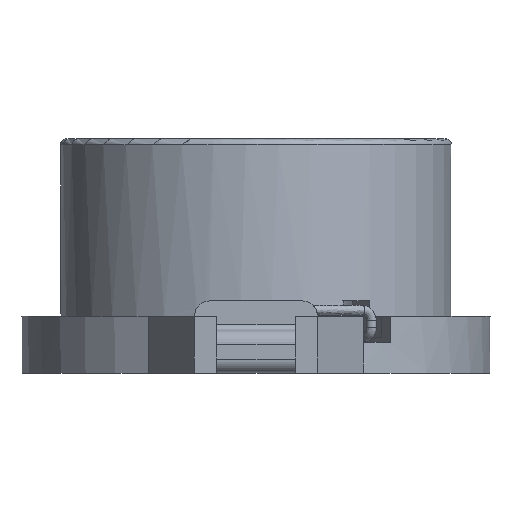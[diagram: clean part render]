
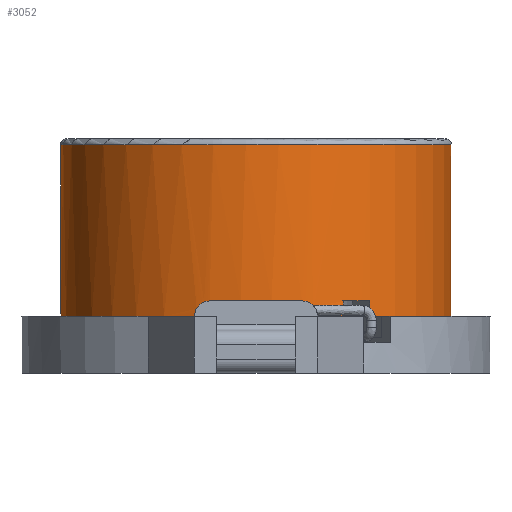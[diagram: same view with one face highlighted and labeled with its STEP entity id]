
A CAD part, left-side view. The second image highlights one B-rep face of the part: STEP entity #3052.
In plain terms, the highlighted cylindrical face has radius 6.35 mm (diameter 12.7 mm), a full revolution.
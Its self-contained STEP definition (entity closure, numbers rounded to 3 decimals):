
#56=CYLINDRICAL_SURFACE('',#3226,6.35);
#68=CIRCLE('',#3113,6.35);
#102=CIRCLE('',#3176,6.35);
#108=CIRCLE('',#3192,6.35);
#116=CIRCLE('',#3210,6.35);
#119=CIRCLE('',#3217,6.35);
#120=CIRCLE('',#3219,6.35);
#122=CIRCLE('',#3223,6.35);
#123=CIRCLE('',#3227,6.35);
#124=CIRCLE('',#3228,6.35);
#286=LINE('',#4368,#463);
#311=LINE('',#4438,#488);
#324=LINE('',#5526,#501);
#329=LINE('',#5544,#506);
#463=VECTOR('',#3466,1000.);
#488=VECTOR('',#3527,1000.);
#501=VECTOR('',#3570,1000.);
#506=VECTOR('',#3589,1000.);
#958=ORIENTED_EDGE('',*,*,#1193,.T.);
#959=ORIENTED_EDGE('',*,*,#1368,.T.);
#960=ORIENTED_EDGE('',*,*,#1371,.T.);
#961=ORIENTED_EDGE('',*,*,#1373,.T.);
#962=ORIENTED_EDGE('',*,*,#1380,.T.);
#963=ORIENTED_EDGE('',*,*,#1381,.T.);
#964=ORIENTED_EDGE('',*,*,#1259,.T.);
#965=ORIENTED_EDGE('',*,*,#1360,.T.);
#966=ORIENTED_EDGE('',*,*,#1328,.F.);
#967=ORIENTED_EDGE('',*,*,#1365,.T.);
#968=ORIENTED_EDGE('',*,*,#1379,.T.);
#969=ORIENTED_EDGE('',*,*,#1382,.T.);
#970=ORIENTED_EDGE('',*,*,#1376,.T.);
#971=ORIENTED_EDGE('',*,*,#1304,.T.);
#972=ORIENTED_EDGE('',*,*,#1294,.T.);
#973=ORIENTED_EDGE('',*,*,#1336,.F.);
#974=ORIENTED_EDGE('',*,*,#1337,.F.);
#1193=EDGE_CURVE('',#1469,#1469,#68,.T.);
#1259=EDGE_CURVE('',#1525,#1524,#286,.T.);
#1294=EDGE_CURVE('',#1552,#1551,#311,.T.);
#1304=EDGE_CURVE('',#1558,#1552,#102,.T.);
#1328=EDGE_CURVE('',#1578,#1579,#324,.T.);
#1336=EDGE_CURVE('',#1584,#1551,#108,.T.);
#1337=EDGE_CURVE('',#1585,#1584,#329,.T.);
#1360=EDGE_CURVE('',#1524,#1579,#116,.T.);
#1365=EDGE_CURVE('',#1578,#1602,#119,.T.);
#1368=EDGE_CURVE('',#1585,#1604,#120,.T.);
#1371=EDGE_CURVE('',#1604,#1606,#1671,.T.);
#1373=EDGE_CURVE('',#1606,#1608,#122,.T.);
#1376=EDGE_CURVE('',#1610,#1558,#1673,.T.);
#1379=EDGE_CURVE('',#1602,#1611,#1674,.T.);
#1380=EDGE_CURVE('',#1608,#1612,#1675,.T.);
#1381=EDGE_CURVE('',#1612,#1525,#123,.T.);
#1382=EDGE_CURVE('',#1611,#1610,#124,.T.);
#1469=VERTEX_POINT('',#4228);
#1524=VERTEX_POINT('',#4367);
#1525=VERTEX_POINT('',#4369);
#1551=VERTEX_POINT('',#4437);
#1552=VERTEX_POINT('',#4439);
#1558=VERTEX_POINT('',#4457);
#1578=VERTEX_POINT('',#5525);
#1579=VERTEX_POINT('',#5527);
#1584=VERTEX_POINT('',#5541);
#1585=VERTEX_POINT('',#5545);
#1602=VERTEX_POINT('',#5923);
#1604=VERTEX_POINT('',#5929);
#1606=VERTEX_POINT('',#5935);
#1608=VERTEX_POINT('',#7120);
#1610=VERTEX_POINT('',#7129);
#1611=VERTEX_POINT('',#7133);
#1612=VERTEX_POINT('',#7143);
#1671=B_SPLINE_CURVE_WITH_KNOTS('',3,(#5936,#5937,#5938,#5939),
 .UNSPECIFIED.,.F.,.F.,(4,4),(0.,0.001),.UNSPECIFIED.);
#1673=B_SPLINE_CURVE_WITH_KNOTS('',3,(#7125,#7126,#7127,#7128),
 .UNSPECIFIED.,.F.,.F.,(4,4),(0.,0.001),
 .UNSPECIFIED.);
#1674=B_SPLINE_CURVE_WITH_KNOTS('',3,(#7134,#7135,#7136,#7137),
 .UNSPECIFIED.,.F.,.F.,(4,4),(0.,0.001),.UNSPECIFIED.);
#1675=B_SPLINE_CURVE_WITH_KNOTS('',3,(#7139,#7140,#7141,#7142),
 .UNSPECIFIED.,.F.,.F.,(4,4),(0.,0.001),
 .UNSPECIFIED.);
#1816=EDGE_LOOP('',(#958));
#1817=EDGE_LOOP('',(#959,#960,#961,#962,#963,#964,#965,#966,#967,#968,#969,
#970,#971,#972,#973,#974));
#1990=FACE_BOUND('',#1816,.T.);
#1991=FACE_BOUND('',#1817,.T.);
#3052=ADVANCED_FACE('',(#1990,#1991),#56,.T.);
#3113=AXIS2_PLACEMENT_3D('',#4227,#3340,#3341);
#3176=AXIS2_PLACEMENT_3D('',#4456,#3543,#3544);
#3192=AXIS2_PLACEMENT_3D('',#5542,#3585,#3586);
#3210=AXIS2_PLACEMENT_3D('',#5842,#3628,#3629);
#3217=AXIS2_PLACEMENT_3D('',#5924,#3644,#3645);
#3219=AXIS2_PLACEMENT_3D('',#5930,#3650,#3651);
#3223=AXIS2_PLACEMENT_3D('',#7119,#3659,#3660);
#3226=AXIS2_PLACEMENT_3D('',#7138,#3669,#3670);
#3227=AXIS2_PLACEMENT_3D('',#7144,#3671,#3672);
#3228=AXIS2_PLACEMENT_3D('',#7145,#3673,#3674);
#3340=DIRECTION('',(0.,0.,-1.));
#3341=DIRECTION('',(-1.,0.,0.));
#3466=DIRECTION('',(0.,0.,1.));
#3527=DIRECTION('',(0.,0.,1.));
#3543=DIRECTION('',(0.,0.,1.));
#3544=DIRECTION('',(1.,0.,0.));
#3570=DIRECTION('',(0.,0.,1.));
#3585=DIRECTION('',(0.,0.,-1.));
#3586=DIRECTION('',(-1.,0.,0.));
#3589=DIRECTION('',(0.,0.,1.));
#3628=DIRECTION('',(0.,0.,1.));
#3629=DIRECTION('',(1.,0.,0.));
#3644=DIRECTION('',(0.,0.,1.));
#3645=DIRECTION('',(1.,0.,0.));
#3650=DIRECTION('',(0.,0.,1.));
#3651=DIRECTION('',(-1.,0.,0.));
#3659=DIRECTION('',(0.,0.,1.));
#3660=DIRECTION('',(1.,0.,0.));
#3669=DIRECTION('',(0.,0.,-1.));
#3670=DIRECTION('',(1.,0.,0.));
#3671=DIRECTION('',(0.,0.,1.));
#3672=DIRECTION('',(-1.,0.,0.));
#3673=DIRECTION('',(0.,0.,1.));
#3674=DIRECTION('',(1.,0.,0.));
#4227=CARTESIAN_POINT('',(0.,0.,-0.2));
#4228=CARTESIAN_POINT('',(-6.35,0.,-0.2));
#4367=CARTESIAN_POINT('',(-2.842,5.678,-5.27));
#4368=CARTESIAN_POINT('',(-2.842,5.678,-6.47));
#4369=CARTESIAN_POINT('',(-2.842,5.678,-5.77));
#4437=CARTESIAN_POINT('',(2.842,-5.678,-5.27));
#4438=CARTESIAN_POINT('',(2.842,-5.678,-6.47));
#4439=CARTESIAN_POINT('',(2.842,-5.678,-5.77));
#4456=CARTESIAN_POINT('',(0.,0.,-5.77));
#4457=CARTESIAN_POINT('',(2.,-6.027,-5.77));
#5525=CARTESIAN_POINT('',(-3.699,5.161,-5.77));
#5526=CARTESIAN_POINT('',(-3.699,5.161,-6.47));
#5527=CARTESIAN_POINT('',(-3.699,5.161,-5.27));
#5541=CARTESIAN_POINT('',(3.699,-5.161,-5.27));
#5542=CARTESIAN_POINT('',(0.,0.,-5.27));
#5544=CARTESIAN_POINT('',(3.699,-5.161,-6.47));
#5545=CARTESIAN_POINT('',(3.699,-5.161,-5.77));
#5842=CARTESIAN_POINT('',(0.,0.,-5.27));
#5923=CARTESIAN_POINT('',(-2.,-6.027,-5.77));
#5924=CARTESIAN_POINT('',(0.,0.,-5.77));
#5929=CARTESIAN_POINT('',(2.,6.027,-5.77));
#5930=CARTESIAN_POINT('',(0.,0.,-5.77));
#5935=CARTESIAN_POINT('',(1.5,6.17,-5.27));
#5936=CARTESIAN_POINT('',(2.,6.027,-5.77));
#5937=CARTESIAN_POINT('',(2.,6.027,-5.501));
#5938=CARTESIAN_POINT('',(1.761,6.107,-5.27));
#5939=CARTESIAN_POINT('',(1.5,6.17,-5.27));
#7119=CARTESIAN_POINT('',(0.,0.,-5.27));
#7120=CARTESIAN_POINT('',(-1.5,6.17,-5.27));
#7125=CARTESIAN_POINT('',(1.5,-6.17,-5.27));
#7126=CARTESIAN_POINT('',(1.762,-6.107,-5.27));
#7127=CARTESIAN_POINT('',(2.,-6.027,-5.5));
#7128=CARTESIAN_POINT('',(2.,-6.027,-5.77));
#7129=CARTESIAN_POINT('',(1.5,-6.17,-5.27));
#7133=CARTESIAN_POINT('',(-1.5,-6.17,-5.27));
#7134=CARTESIAN_POINT('',(-2.,-6.027,-5.77));
#7135=CARTESIAN_POINT('',(-2.,-6.027,-5.501));
#7136=CARTESIAN_POINT('',(-1.761,-6.107,-5.27));
#7137=CARTESIAN_POINT('',(-1.5,-6.17,-5.27));
#7138=CARTESIAN_POINT('',(0.,0.,-6.47));
#7139=CARTESIAN_POINT('',(-1.5,6.17,-5.27));
#7140=CARTESIAN_POINT('',(-1.762,6.107,-5.27));
#7141=CARTESIAN_POINT('',(-2.,6.027,-5.5));
#7142=CARTESIAN_POINT('',(-2.,6.027,-5.77));
#7143=CARTESIAN_POINT('',(-2.,6.027,-5.77));
#7144=CARTESIAN_POINT('',(0.,0.,-5.77));
#7145=CARTESIAN_POINT('',(0.,0.,-5.27));
